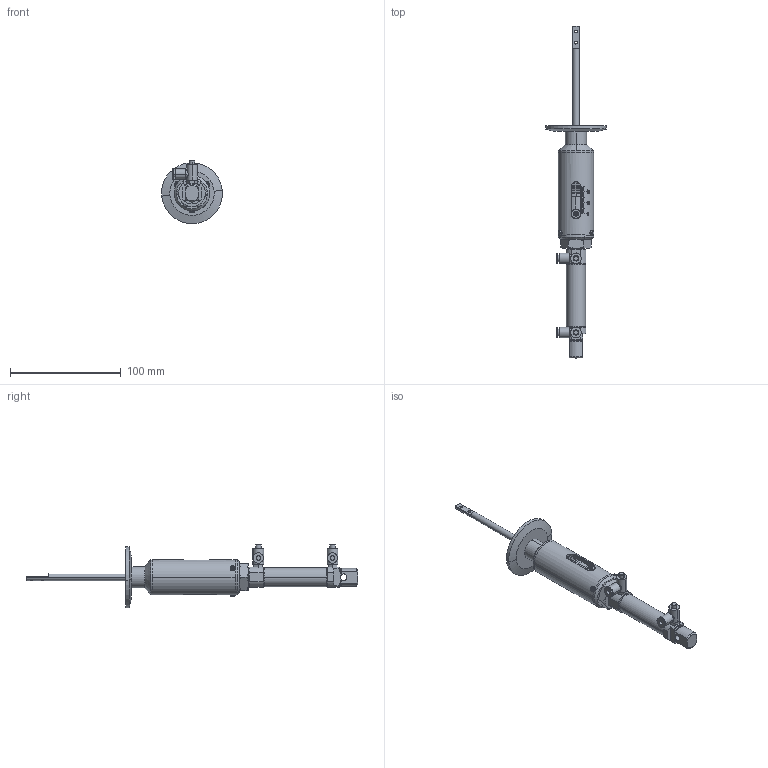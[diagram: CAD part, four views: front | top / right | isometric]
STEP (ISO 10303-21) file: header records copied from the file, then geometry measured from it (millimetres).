
FILE_DESCRIPTION (( 'STEP AP214' ), '1' );
FILE_NAME ('612-LD25-PM-K40-03.STEP', '2020-01-27T10:41:45', ( '' ), ( '' ), 'SwSTEP 2.0', 'SolidWorks 2017', '' );
FILE_SCHEMA (( 'AUTOMOTIVE_DESIGN' ));
Length unit declared in the file: millimetre
Products named in the file (21): 9612-PM-ANS-M5-REGEL; 9612-LD-4D-X_9612-LD-9-25; Washer DIN 125 - A 2.2_Washer DIN 125 - A 2.2; 906-XFM-X-X_906-XFM-06-10; 9612-LD-22; 9612-CLD-8B; 9612-PM-CYL16-X-STD_Varia25; Hexagon Thin Nut ISO 4035 - M16 - N_Hexagon Thin Nut ISO 4035 - M16 - N; 9612-LD-PM-1A; 9612-CLD-17; 9612-CLD-21-W-X_Expand-Varia25; 9453-EWB-14-26_expand.; 9612-LD-KFB_DN40 KF; 9453-EWB-14-26-X_9453-EWB-14-26-25; Zylinderschraube mit Innensechskant DIN 912_DIN 912 M2.5 x 8 --- 8N; 612-PM-CYL16-X-STD_Varia25-standard; ISO 1207 - M2 x 5 --- 5N_ISO 1207 - M2 x 5 --- 5N; Sechskantmutter ISO 4032_Hexagon Nut ISO 4032 - M6 - D - C; 612-LD25-PM-K40-03; 9612-LD-3B; 9612-LD-13-X_25mm KF, ISO
Assembly tree (66 placements, depth 4):
  612-LD25-PM-K40-03
    9612-CLD-21-W-X_Expand-Varia25
      9612-LD-3B
      9453-EWB-14-26-X_9453-EWB-14-26-25
        9453-EWB-14-26_expand.  x40
      9612-CLD-8B
    9612-LD-13-X_25mm KF, ISO
    9612-LD-4D-X_9612-LD-9-25
    9612-LD-22
    9612-LD-PM-1A
    906-XFM-X-X_906-XFM-06-10
    612-PM-CYL16-X-STD_Varia25-standard
      9612-PM-CYL16-X-STD_Varia25
      Hexagon Thin Nut ISO 4035 - M16 - N_Hexagon Thin Nut ISO 4035 - M16 - N
      Sechskantmutter ISO 4032_Hexagon Nut ISO 4032 - M6 - D - C
    9612-PM-ANS-M5-REGEL  x2
    9612-LD-KFB_DN40 KF
    Washer DIN 125 - A 2.2_Washer DIN 125 - A 2.2  x3
    ISO 1207 - M2 x 5 --- 5N_ISO 1207 - M2 x 5 --- 5N  x3
    9612-CLD-17  x2
    Zylinderschraube mit Innensechskant DIN 912_DIN 912 M2.5 x 8 --- 8N  x2
Bounding box: 54.82 x 299.69 x 57.08 mm (x, y, z)
Volume: 85906.6 mm3; surface area: 81714 mm2
Topology: 64 solids, 64 shells, 1216 faces, 2732 edges, 1670 vertices
Faces by surface type: cylinder 442, plane 428, cone 244, bspline 76, torus 26
Entity records: 38869 total; most frequent: CARTESIAN_POINT 19638, DIRECTION 3717, ORIENTED_EDGE 3688, EDGE_CURVE 1844, AXIS2_PLACEMENT_3D 1445, VERTEX_POINT 1191, EDGE_LOOP 935, LINE 827
